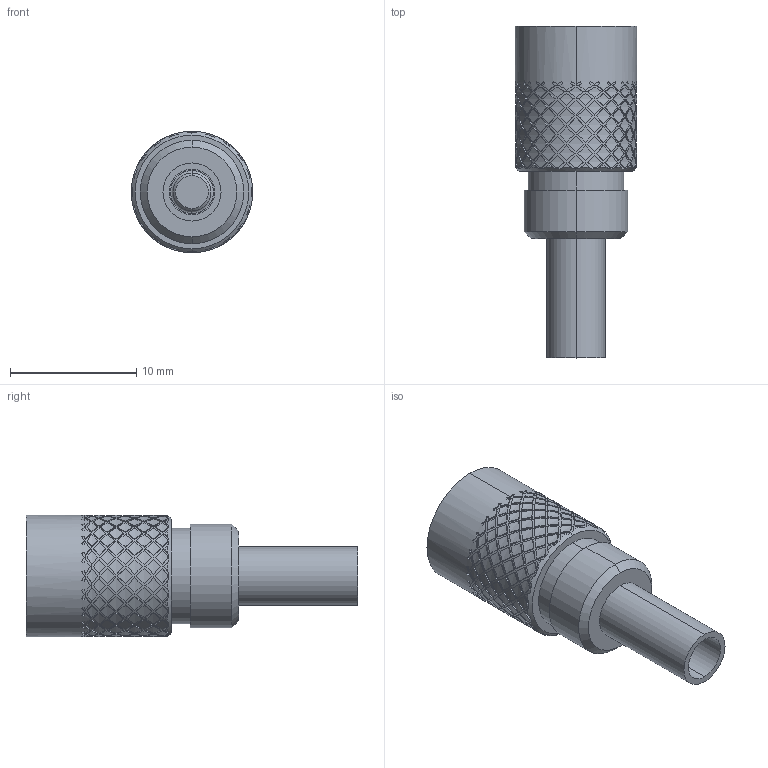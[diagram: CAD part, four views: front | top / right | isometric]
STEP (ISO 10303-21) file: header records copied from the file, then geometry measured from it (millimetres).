
FILE_DESCRIPTION((''),'2;1');
FILE_NAME('PRT0001','2021-09-06T',('Administrator'),(''),'PRO/ENGINEER BY PARAMETRIC TECHNOLOGY CORPORATION, 2012090','PRO/ENGINEER BY PARAMETRIC TECHNOLOGY CORPORATION, 2012090','');
FILE_SCHEMA(('CONFIG_CONTROL_DESIGN'));
Products named in the file (1): PRT0001
Bounding box: 9.6 x 26.28 x 9.6 mm (x, y, z)
Volume: 1158.3 mm3; surface area: 1033.8 mm2
Topology: 1 solids, 1 shells, 1618 faces, 3854 edges, 2246 vertices
Faces by surface type: bspline 1320, cylinder 218, plane 50, cone 28, torus 2
Entity records: 112860 total; most frequent: CARTESIAN_POINT 86420, ORIENTED_EDGE 7708, EDGE_CURVE 3854, B_SPLINE_CURVE_WITH_KNOTS 3222, VERTEX_POINT 2246, EDGE_LOOP 1626, FACE_OUTER_BOUND 1618, ADVANCED_FACE 1618
